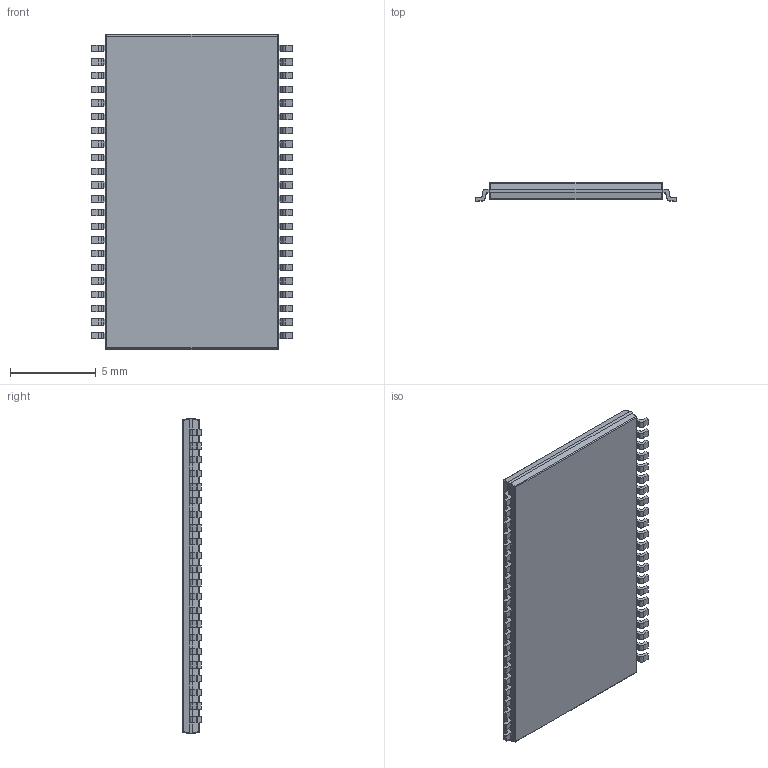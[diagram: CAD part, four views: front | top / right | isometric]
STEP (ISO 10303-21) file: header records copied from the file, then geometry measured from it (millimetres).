
FILE_DESCRIPTION (( 'STEP AP214' ), '1' );
FILE_NAME ('4C2A30B0-1F11-4ADC-972A-5C49FD2F6BE2.STEP', '2023-09-05T00:56:37', ( '' ), ( '' ), 'SwSTEP 2.0', 'SolidWorks 2022', '' );
FILE_SCHEMA (( 'AUTOMOTIVE_DESIGN' ));
Length unit declared in the file: millimetre
Products named in the file (1): 4C2A30B0-1F11-4ADC-972A-5C49FD2F6BE2
Bounding box: 11.76 x 1.1 x 18.41 mm (x, y, z)
Volume: 189.5 mm3; surface area: 480.4 mm2
Topology: 1 solids, 1 shells, 786 faces, 2124 edges, 1344 vertices
Faces by surface type: plane 510, cylinder 194, bspline 74, sphere 8
Entity records: 29312 total; most frequent: CARTESIAN_POINT 7549, ORIENTED_EDGE 4232, DIRECTION 3754, EDGE_CURVE 2116, VECTOR 1568, LINE 1568, VERTEX_POINT 1344, AXIS2_PLACEMENT_3D 1093
